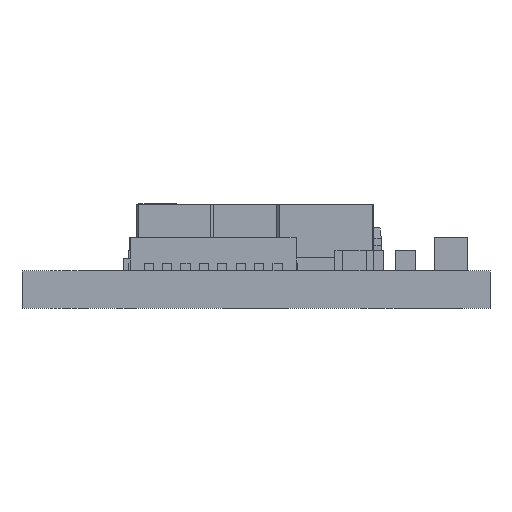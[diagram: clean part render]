
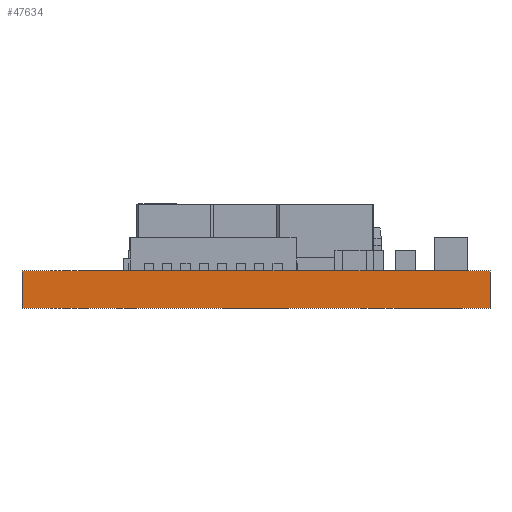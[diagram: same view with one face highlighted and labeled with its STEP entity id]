
A CAD part, front view. The second image highlights one B-rep face of the part: STEP entity #47634.
In plain terms, the highlighted planar face has unit normal (0, -1, 0).
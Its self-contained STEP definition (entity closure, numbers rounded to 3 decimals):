
#87 = CARTESIAN_POINT ( 'NONE',  ( 12.7, 0., 0. ) ) ;
#3247 = EDGE_LOOP ( 'NONE', ( #32140, #34471, #25932, #14544 ) ) ;
#3951 = VECTOR ( 'NONE', #51364, 1000. ) ;
#7155 = CARTESIAN_POINT ( 'NONE',  ( 0., 0., 1.016 ) ) ;
#7884 = DIRECTION ( 'NONE',  ( 0., 0., 1. ) ) ;
#8397 = CARTESIAN_POINT ( 'NONE',  ( 0., 0., 0. ) ) ;
#8759 = VERTEX_POINT ( 'NONE', #48140 ) ;
#11662 = VECTOR ( 'NONE', #27666, 1000. ) ;
#14544 = ORIENTED_EDGE ( 'NONE', *, *, #32452, .T. ) ;
#14990 = CARTESIAN_POINT ( 'NONE',  ( 0., 0., 1.016 ) ) ;
#14994 = VERTEX_POINT ( 'NONE', #8397 ) ;
#15227 = CARTESIAN_POINT ( 'NONE',  ( 0., 0., 1.016 ) ) ;
#16605 = AXIS2_PLACEMENT_3D ( 'NONE', #52703, #36328, #7884 ) ;
#18041 = CARTESIAN_POINT ( 'NONE',  ( 0., 0., 0. ) ) ;
#22767 = LINE ( 'NONE', #7155, #11662 ) ;
#24571 = LINE ( 'NONE', #48621, #32234 ) ;
#24614 = VERTEX_POINT ( 'NONE', #87 ) ;
#25670 = VECTOR ( 'NONE', #44223, 1000. ) ;
#25932 = ORIENTED_EDGE ( 'NONE', *, *, #26194, .F. ) ;
#26194 = EDGE_CURVE ( 'NONE', #30102, #8759, #22767, .T. ) ;
#27666 = DIRECTION ( 'NONE',  ( 1., 0., 0. ) ) ;
#27837 = DIRECTION ( 'NONE',  ( 0., 0., -1. ) ) ;
#28140 = FACE_OUTER_BOUND ( 'NONE', #3247, .T. ) ;
#28388 = LINE ( 'NONE', #14990, #25670 ) ;
#30102 = VERTEX_POINT ( 'NONE', #15227 ) ;
#32140 = ORIENTED_EDGE ( 'NONE', *, *, #37618, .T. ) ;
#32234 = VECTOR ( 'NONE', #27837, 1000. ) ;
#32452 = EDGE_CURVE ( 'NONE', #30102, #14994, #28388, .T. ) ;
#34471 = ORIENTED_EDGE ( 'NONE', *, *, #47056, .F. ) ;
#36328 = DIRECTION ( 'NONE',  ( 0., 1., 0. ) ) ;
#37618 = EDGE_CURVE ( 'NONE', #14994, #24614, #39361, .T. ) ;
#39361 = LINE ( 'NONE', #18041, #3951 ) ;
#44223 = DIRECTION ( 'NONE',  ( 0., 0., -1. ) ) ;
#45062 = PLANE ( 'NONE',  #16605 ) ;
#47056 = EDGE_CURVE ( 'NONE', #8759, #24614, #24571, .T. ) ;
#47634 = ADVANCED_FACE ( 'NONE', ( #28140 ), #45062, .F. ) ;
#48140 = CARTESIAN_POINT ( 'NONE',  ( 12.7, 0., 1.016 ) ) ;
#48621 = CARTESIAN_POINT ( 'NONE',  ( 12.7, 0., 1.016 ) ) ;
#51364 = DIRECTION ( 'NONE',  ( 1., 0., 0. ) ) ;
#52703 = CARTESIAN_POINT ( 'NONE',  ( 0., 0., 1.016 ) ) ;
